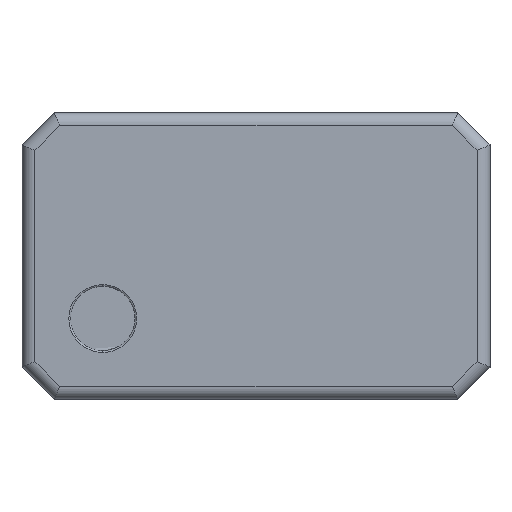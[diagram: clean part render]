
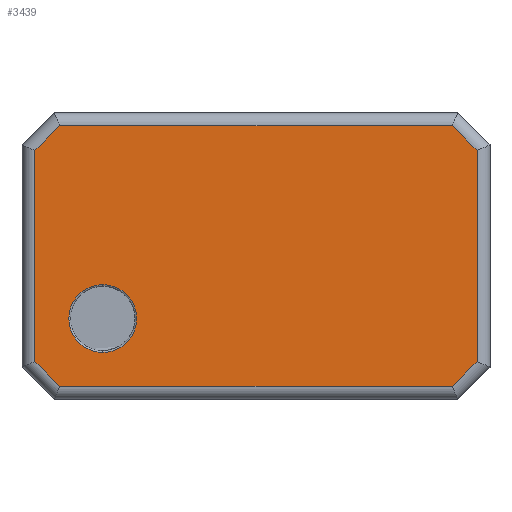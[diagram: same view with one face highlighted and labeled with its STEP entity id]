
A CAD part, top view. The second image highlights one B-rep face of the part: STEP entity #3439.
In plain terms, the highlighted planar face has unit normal (0, 0, 1).
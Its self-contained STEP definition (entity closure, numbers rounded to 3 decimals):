
#3137 = CARTESIAN_POINT ( 'NONE',  ( -6.024, -3.793, 2. ) ) ;
#3138 = VERTEX_POINT ( 'NONE', #3137 ) ;
#3146 = CARTESIAN_POINT ( 'NONE',  ( -6.024, -1.126, 2. ) ) ;
#3147 = VERTEX_POINT ( 'NONE', #3146 ) ;
#3148 = CARTESIAN_POINT ( 'NONE',  ( -6.024, -2.459, 2. ) ) ;
#3149 = DIRECTION ( 'NONE',  ( 0., 0., -1. ) ) ;
#3150 = DIRECTION ( 'NONE',  ( 0., 1., 0. ) ) ;
#3151 = AXIS2_PLACEMENT_3D ( 'NONE', #3148, #3149, #3150 ) ;
#3152 = CIRCLE ( 'NONE', #3151, 1.334) ;
#3153 = EDGE_CURVE ( 'NONE', #3147, #3138, #3152, .T. ) ;
#3358 = ORIENTED_EDGE ( 'NONE', *, *, #3153, .T. ) ;
#3359 = CARTESIAN_POINT ( 'NONE',  ( -6.024, -2.459, 2. ) ) ;
#3360 = DIRECTION ( 'NONE',  ( 0., 0., -1. ) ) ;
#3361 = DIRECTION ( 'NONE',  ( 0., 1., 0. ) ) ;
#3362 = AXIS2_PLACEMENT_3D ( 'NONE', #3359, #3360, #3361 ) ;
#3363 = CIRCLE ( 'NONE', #3362, 1.334) ;
#3364 = EDGE_CURVE ( 'NONE', #3138, #3147, #3363, .T. ) ;
#3365 = ORIENTED_EDGE ( 'NONE', *, *, #3364, .T. ) ;
#3366 = EDGE_LOOP ( 'NONE', ( #3358, #3365 ) ) ;
#3367 = FACE_BOUND ( 'NONE', #3366, .T. ) ;
#3368 = CARTESIAN_POINT ( 'NONE',  ( 8.691, -4.154, 2. ) ) ;
#3369 = VERTEX_POINT ( 'NONE', #3368 ) ;
#3370 = CARTESIAN_POINT ( 'NONE',  ( 8.691, 4.154, 2. ) ) ;
#3371 = VERTEX_POINT ( 'NONE', #3370 ) ;
#3372 = CARTESIAN_POINT ( 'NONE',  ( 8.691, 0., 2. ) ) ;
#3373 = DIRECTION ( 'NONE',  ( 0., 1., 0. ) ) ;
#3374 = VECTOR ( 'NONE', #3373, 1000. ) ;
#3375 = LINE ( 'NONE', #3372, #3374 ) ;
#3376 = EDGE_CURVE ( 'NONE', #3369, #3371, #3375, .T. ) ;
#3377 = ORIENTED_EDGE ( 'NONE', *, *, #3376, .T. ) ;
#3378 = CARTESIAN_POINT ( 'NONE',  ( 7.719, 5.126, 2. ) ) ;
#3379 = VERTEX_POINT ( 'NONE', #3378 ) ;
#3380 = CARTESIAN_POINT ( 'NONE',  ( 7.57, 5.275, 2. ) ) ;
#3381 = DIRECTION ( 'NONE',  ( -0.707, 0.707, 0. ) ) ;
#3382 = VECTOR ( 'NONE', #3381, 1000. ) ;
#3383 = LINE ( 'NONE', #3380, #3382 ) ;
#3384 = EDGE_CURVE ( 'NONE', #3371, #3379, #3383, .T. ) ;
#3385 = ORIENTED_EDGE ( 'NONE', *, *, #3384, .T. ) ;
#3386 = CARTESIAN_POINT ( 'NONE',  ( -7.719, 5.126, 2. ) ) ;
#3387 = VERTEX_POINT ( 'NONE', #3386 ) ;
#3388 = CARTESIAN_POINT ( 'NONE',  ( 0., 5.126, 2. ) ) ;
#3389 = DIRECTION ( 'NONE',  ( -1., 0., 0. ) ) ;
#3390 = VECTOR ( 'NONE', #3389, 1000. ) ;
#3391 = LINE ( 'NONE', #3388, #3390 ) ;
#3392 = EDGE_CURVE ( 'NONE', #3379, #3387, #3391, .T. ) ;
#3393 = ORIENTED_EDGE ( 'NONE', *, *, #3392, .T. ) ;
#3394 = CARTESIAN_POINT ( 'NONE',  ( -8.691, 4.154, 2. ) ) ;
#3395 = VERTEX_POINT ( 'NONE', #3394 ) ;
#3396 = CARTESIAN_POINT ( 'NONE',  ( -8.84, 4.005, 2. ) ) ;
#3397 = DIRECTION ( 'NONE',  ( -0.707, -0.707, 0. ) ) ;
#3398 = VECTOR ( 'NONE', #3397, 1000. ) ;
#3399 = LINE ( 'NONE', #3396, #3398 ) ;
#3400 = EDGE_CURVE ( 'NONE', #3387, #3395, #3399, .T. ) ;
#3401 = ORIENTED_EDGE ( 'NONE', *, *, #3400, .T. ) ;
#3402 = CARTESIAN_POINT ( 'NONE',  ( -8.691, -4.154, 2. ) ) ;
#3403 = VERTEX_POINT ( 'NONE', #3402 ) ;
#3404 = CARTESIAN_POINT ( 'NONE',  ( -8.691, 0., 2. ) ) ;
#3405 = DIRECTION ( 'NONE',  ( 0., -1., 0. ) ) ;
#3406 = VECTOR ( 'NONE', #3405, 1000. ) ;
#3407 = LINE ( 'NONE', #3404, #3406 ) ;
#3408 = EDGE_CURVE ( 'NONE', #3395, #3403, #3407, .T. ) ;
#3409 = ORIENTED_EDGE ( 'NONE', *, *, #3408, .T. ) ;
#3410 = CARTESIAN_POINT ( 'NONE',  ( -7.719, -5.126, 2. ) ) ;
#3411 = VERTEX_POINT ( 'NONE', #3410 ) ;
#3412 = CARTESIAN_POINT ( 'NONE',  ( -7.57, -5.275, 2. ) ) ;
#3413 = DIRECTION ( 'NONE',  ( 0.707, -0.707, 0. ) ) ;
#3414 = VECTOR ( 'NONE', #3413, 1000. ) ;
#3415 = LINE ( 'NONE', #3412, #3414 ) ;
#3416 = EDGE_CURVE ( 'NONE', #3403, #3411, #3415, .T. ) ;
#3417 = ORIENTED_EDGE ( 'NONE', *, *, #3416, .T. ) ;
#3418 = CARTESIAN_POINT ( 'NONE',  ( 7.719, -5.126, 2. ) ) ;
#3419 = VERTEX_POINT ( 'NONE', #3418 ) ;
#3420 = CARTESIAN_POINT ( 'NONE',  ( 0., -5.126, 2. ) ) ;
#3421 = DIRECTION ( 'NONE',  ( 1., 0., 0. ) ) ;
#3422 = VECTOR ( 'NONE', #3421, 1000. ) ;
#3423 = LINE ( 'NONE', #3420, #3422 ) ;
#3424 = EDGE_CURVE ( 'NONE', #3411, #3419, #3423, .T. ) ;
#3425 = ORIENTED_EDGE ( 'NONE', *, *, #3424, .T. ) ;
#3426 = CARTESIAN_POINT ( 'NONE',  ( 8.84, -4.005, 2. ) ) ;
#3427 = DIRECTION ( 'NONE',  ( 0.707, 0.707, 0. ) ) ;
#3428 = VECTOR ( 'NONE', #3427, 1000. ) ;
#3429 = LINE ( 'NONE', #3426, #3428 ) ;
#3430 = EDGE_CURVE ( 'NONE', #3419, #3369, #3429, .T. ) ;
#3431 = ORIENTED_EDGE ( 'NONE', *, *, #3430, .T. ) ;
#3432 = EDGE_LOOP ( 'NONE', ( #3377, #3385, #3393, #3401, #3409, #3417, #3425, #3431 ) ) ;
#3433 = FACE_OUTER_BOUND ( 'NONE', #3432, .T. ) ;
#3434 = CARTESIAN_POINT ( 'NONE',  ( 0., 0., 2. ) ) ;
#3435 = DIRECTION ( 'NONE',  ( 0., 0., -1. ) ) ;
#3436 = DIRECTION ( 'NONE',  ( 0., 1., 0. ) ) ;
#3437 = AXIS2_PLACEMENT_3D ( 'NONE', #3434, #3435, #3436 ) ;
#3438 = PLANE ( 'NONE', #3437 ) ;
#3439 = ADVANCED_FACE ( 'NONE', ( #3367, #3433 ), #3438, .F. ) ;
